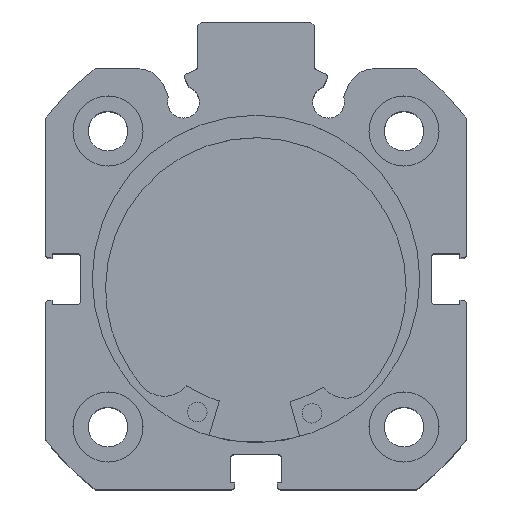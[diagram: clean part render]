
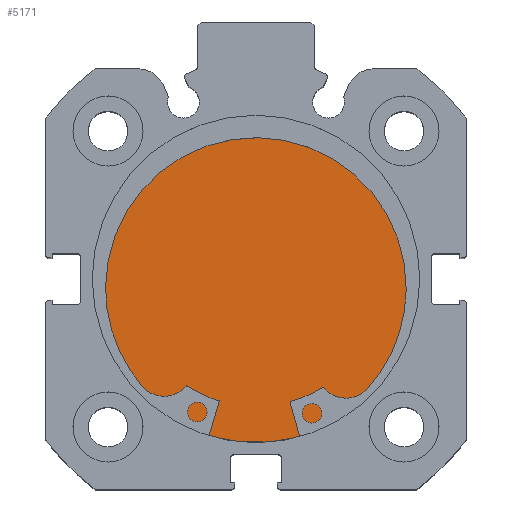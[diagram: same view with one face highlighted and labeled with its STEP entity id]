
A CAD part, top view. The second image highlights one B-rep face of the part: STEP entity #5171.
In plain terms, the highlighted face is planar.
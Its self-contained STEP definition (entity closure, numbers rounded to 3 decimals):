
#184 = CIRCLE ( 'NONE', #1054, 21. ) ;
#220 = CIRCLE ( 'NONE', #1060, 21. ) ;
#836 = FACE_OUTER_BOUND ( 'NONE', #5395, .T. ) ;
#1054 = AXIS2_PLACEMENT_3D ( 'NONE', #6106, #6104, #6103 ) ;
#1060 = AXIS2_PLACEMENT_3D ( 'NONE', #6033, #6022, #6021 ) ;
#1328 = AXIS2_PLACEMENT_3D ( 'NONE', #3751, #3757, #3759 ) ;
#1754 = ORIENTED_EDGE ( 'NONE', *, *, #2969, .F. ) ;
#1755 = ORIENTED_EDGE ( 'NONE', *, *, #3018, .F. ) ;
#2969 = EDGE_CURVE ( 'NONE', #4315, #4298, #184, .T. ) ;
#3018 = EDGE_CURVE ( 'NONE', #4298, #4315, #220, .T. ) ;
#3751 = CARTESIAN_POINT ( 'NONE',  ( 8.5, 21., 0. ) ) ;
#3753 = PLANE ( 'NONE',  #1328 ) ;
#3757 = DIRECTION ( 'NONE',  ( -1., 0., 0. ) ) ;
#3759 = DIRECTION ( 'NONE',  ( 0., 0., 1. ) ) ;
#4298 = VERTEX_POINT ( 'NONE', #5580 ) ;
#4315 = VERTEX_POINT ( 'NONE', #5559 ) ;
#5171 = ADVANCED_FACE ( 'NONE', ( #836 ), #3753, .F. ) ;
#5395 = EDGE_LOOP ( 'NONE', ( #1755, #1754 ) ) ;
#5559 = CARTESIAN_POINT ( 'NONE',  ( 8.5, 0., -21. ) ) ;
#5580 = CARTESIAN_POINT ( 'NONE',  ( 8.5, 0., 21. ) ) ;
#6021 = DIRECTION ( 'NONE',  ( 0., 0., 1. ) ) ;
#6022 = DIRECTION ( 'NONE',  ( -1., 0., 0. ) ) ;
#6033 = CARTESIAN_POINT ( 'NONE',  ( 8.5, 0., 0. ) ) ;
#6103 = DIRECTION ( 'NONE',  ( 0., 0., 1. ) ) ;
#6104 = DIRECTION ( 'NONE',  ( -1., 0., 0. ) ) ;
#6106 = CARTESIAN_POINT ( 'NONE',  ( 8.5, 0., 0. ) ) ;
